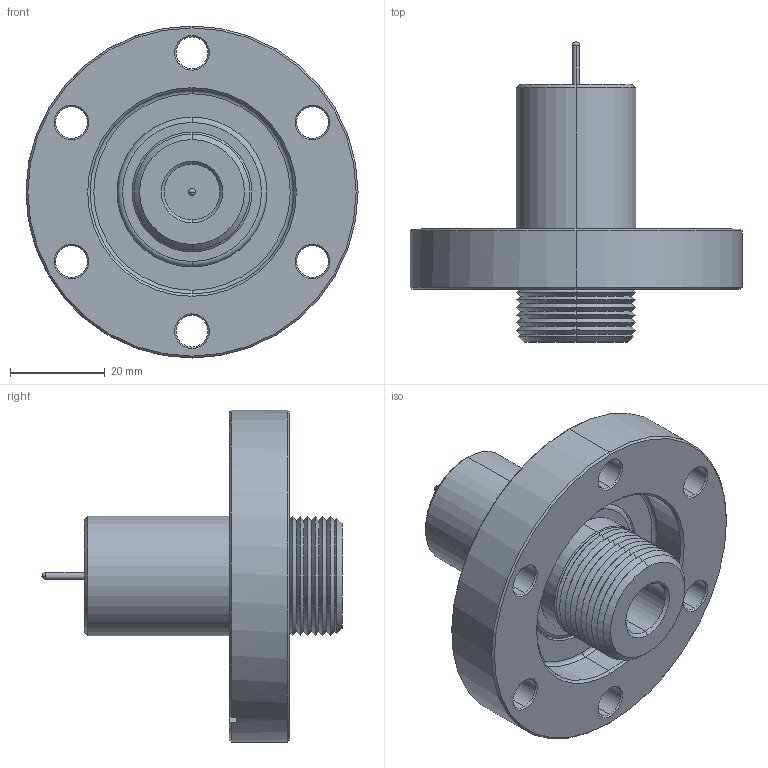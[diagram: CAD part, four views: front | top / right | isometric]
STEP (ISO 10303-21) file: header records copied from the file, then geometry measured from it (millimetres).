
FILE_DESCRIPTION (( 'STEP AP214' ), '1' );
FILE_NAME ('21184-01-CF.STEP', '2018-09-26T14:50:33', ( '' ), ( '' ), 'SwSTEP 2.0', 'SolidWorks 2018', '' );
FILE_SCHEMA (( 'AUTOMOTIVE_DESIGN' ));
Length unit declared in the file: millimetre
Products named in the file (3): 21184-01-CF; 21183-01-W; NW35CF-21184-01-CF
Assembly tree (2 placements, depth 2):
  21184-01-CF
    21183-01-W
    NW35CF-21184-01-CF
Bounding box: 70 x 63.27 x 70 mm (x, y, z)
Volume: 50456.2 mm3; surface area: 20666.7 mm2
Topology: 2 solids, 2 shells, 156 faces, 338 edges, 192 vertices
Faces by surface type: cone 81, cylinder 43, plane 16, torus 12, sphere 4
Entity records: 4608 total; most frequent: DIRECTION 852, CARTESIAN_POINT 699, ORIENTED_EDGE 668, AXIS2_PLACEMENT_3D 361, EDGE_CURVE 334, CIRCLE 200, VERTEX_POINT 192, EDGE_LOOP 180
